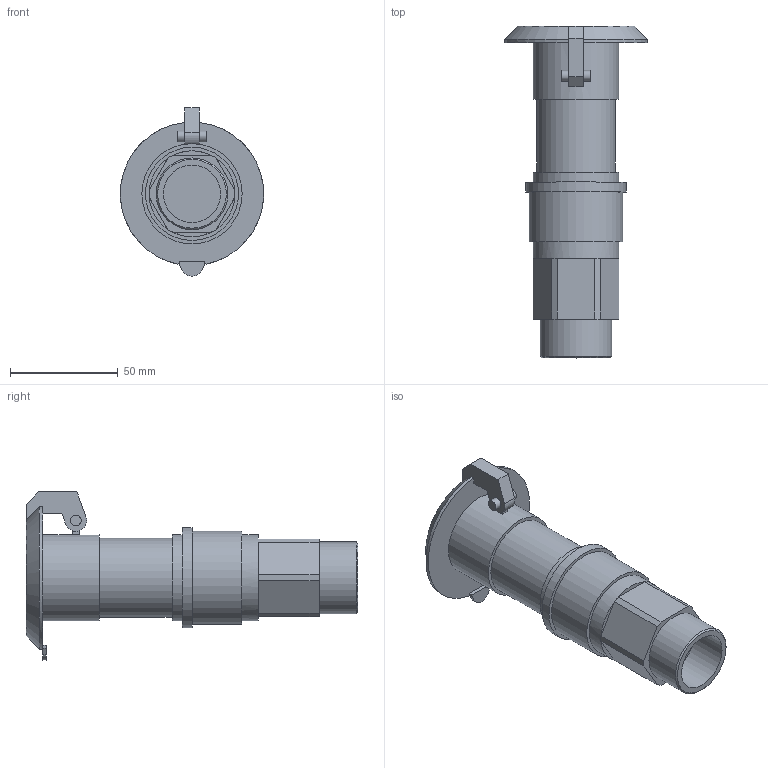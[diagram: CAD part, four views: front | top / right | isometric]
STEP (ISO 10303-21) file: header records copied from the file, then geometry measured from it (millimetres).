
FILE_DESCRIPTION(/* description */ (''),/* implementation_level */ '2;1');
FILE_NAME(/* name */ '03039030.ipt.stp',/* time_stamp */ '2017-06-19T12:10:35+03:00',/* author */ ('KIM'),/* organization */ (''),/* preprocessor_version */ 'ST-DEVELOPER v15.6',/* originating_system */ 'Autodesk Inventor 2015',/* authorisation */ '');
FILE_SCHEMA (('AUTOMOTIVE_DESIGN { 1 0 10303 214 3 1 1 }'));
Length unit declared in the file: millimetre
Products named in the file (1): 03039030
Bounding box: 66.43 x 154 x 78.12 mm (x, y, z)
Volume: 187844.5 mm3; surface area: 29636.9 mm2
Topology: 1 solids, 1 shells, 69 faces, 154 edges, 97 vertices
Faces by surface type: plane 54, cylinder 13, cone 2
Full cylindrical faces by diameter (mm): 4.987 x2, 26.599 x1, 33.249 x1, 36.574 x1, 39.899 x3, 43.224 x1, 46.549 x1
Entity records: 1859 total; most frequent: DIRECTION 325, CARTESIAN_POINT 312, ORIENTED_EDGE 284, EDGE_CURVE 142, AXIS2_PLACEMENT_3D 115, VERTEX_POINT 96, LINE 95, VECTOR 95
